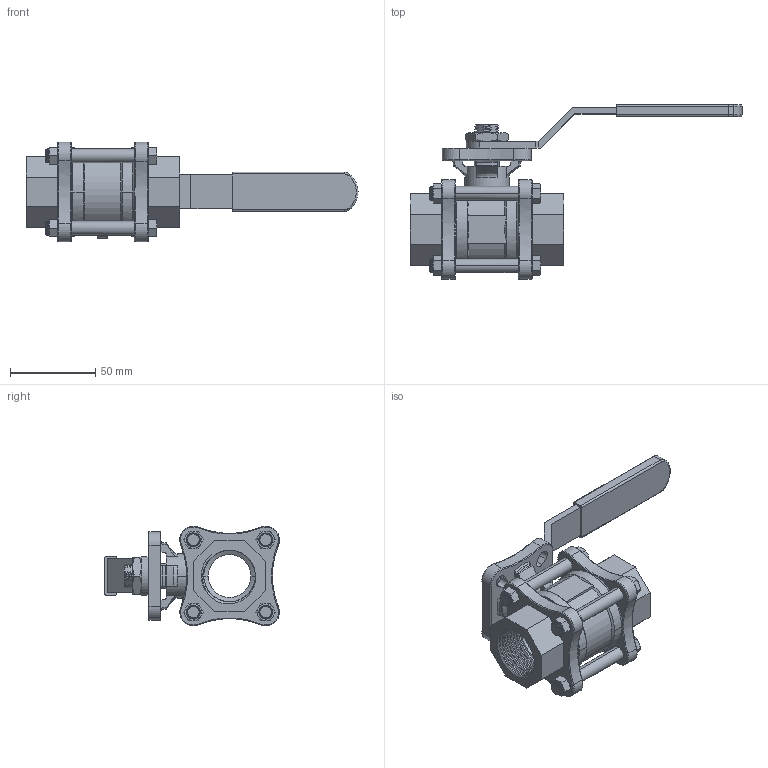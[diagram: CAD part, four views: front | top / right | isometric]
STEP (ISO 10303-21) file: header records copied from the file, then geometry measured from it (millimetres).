
FILE_DESCRIPTION((''),'2;1');
FILE_NAME('2013D-M3-025_ASM','2014-12-22T',('Administrator'),(''),'PRO/ENGINEER BY PARAMETRIC TECHNOLOGY CORPORATION, 2011080','PRO/ENGINEER BY PARAMETRIC TECHNOLOGY CORPORATION, 2011080','');
FILE_SCHEMA(('CONFIG_CONTROL_DESIGN'));
Products named in the file (11): 2013D-M3-025A-BODY; 2013D-M3-BALL-025; 2013D-M3-SETM-025; 2013D-M3-BASHOUPIAN-025; 2013D-M3-HANDLE-025; JIAOTAO025; 2013D-M3-025-CAP1; 025LUOGAN; LUOMU; 2013D-M3-HANDLENUT-025; 2013D-M3-025_ASM
Assembly tree (17 placements, depth 2):
  2013D-M3-025_ASM
    2013D-M3-025A-BODY
    2013D-M3-BALL-025
    2013D-M3-SETM-025
    2013D-M3-BASHOUPIAN-025
    2013D-M3-HANDLE-025
    JIAOTAO025
    2013D-M3-025-CAP1  x2
    025LUOGAN  x4
    LUOMU  x4
    2013D-M3-HANDLENUT-025
Bounding box: 194.5 x 102.4 x 58.41 mm (x, y, z)
Volume: 160232.1 mm3; surface area: 81036.1 mm2
Topology: 17 solids, 17 shells, 1026 faces, 2668 edges, 1679 vertices
Faces by surface type: cylinder 367, plane 212, bspline 202, cone 144, torus 97, sphere 4
Entity records: 55522 total; most frequent: CARTESIAN_POINT 39871, ORIENTED_EDGE 3570, DIRECTION 2734, EDGE_CURVE 1785, VERTEX_POINT 1136, AXIS2_PLACEMENT_3D 1079, EDGE_LOOP 711, B_SPLINE_CURVE_WITH_KNOTS 682
